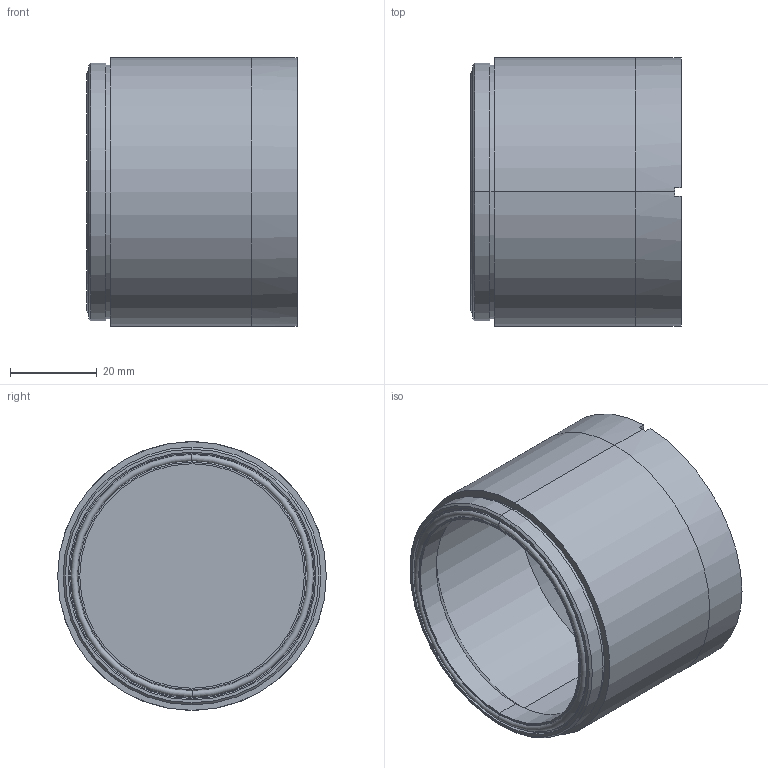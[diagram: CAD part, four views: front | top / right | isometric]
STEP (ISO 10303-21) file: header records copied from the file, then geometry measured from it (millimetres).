
FILE_DESCRIPTION (( 'STEP AP203' ), '1' );
FILE_NAME ('DP33917-A_IPT-D51L39.step', '2024-06-20T15:43:02', ( '' ), ( '' ), 'SwSTEP 2.0', 'SolidWorks 2021', '' );
FILE_SCHEMA (( 'CONFIG_CONTROL_DESIGN' ));
Length unit declared in the file: millimetre
Products named in the file (1): DP33917-A_IPT-D51L39
Bounding box: 48.5 x 62 x 62 mm (x, y, z)
Surface area: 22499.8 mm2 (no closed solid volume)
Topology: 0 solids, 5 shells, 48 faces, 110 edges, 70 vertices
Faces by surface type: cylinder 16, plane 16, cone 8, torus 8
Entity records: 1459 total; most frequent: DIRECTION 276, CARTESIAN_POINT 241, ORIENTED_EDGE 206, AXIS2_PLACEMENT_3D 121, EDGE_CURVE 110, CIRCLE 72, VERTEX_POINT 70, EDGE_LOOP 55
